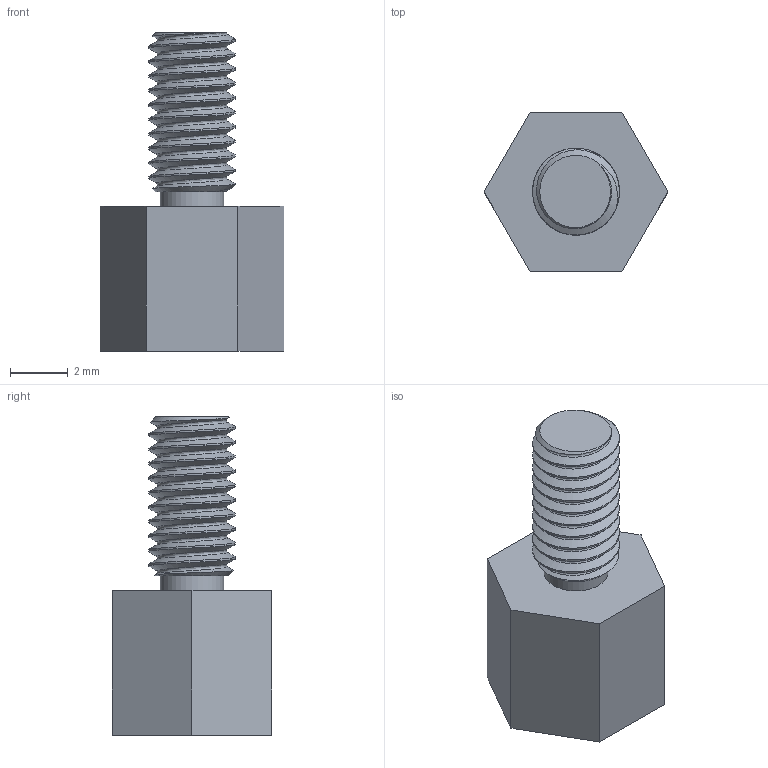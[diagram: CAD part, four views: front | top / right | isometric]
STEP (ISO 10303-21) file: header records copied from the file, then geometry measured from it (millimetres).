
FILE_DESCRIPTION(('STEP AP214'), '1');
FILE_NAME('Spacer Bolts_m3_bn_L5', '', ('UNSPECIFIED'), ('UNSPECIFIED'), 'ASCON STEP Converter 1.6', 'ASCON Math Kernel', '');
FILE_SCHEMA(('AUTOMOTIVE_DESIGN { 1 0 10303 214 3 1 1}'));
Length unit declared in the file: millimetre
Bounding box: 6.35 x 5.5 x 11 mm (x, y, z)
Volume: 143.3 mm3; surface area: 276.2 mm2
Topology: 1 solids, 1 shells, 39 faces, 107 edges, 74 vertices
Faces by surface type: cylinder 18, plane 11, bspline 6, cone 4
Full cylindrical faces by diameter (mm): 2.2 x1
Entity records: 15673 total; most frequent: CARTESIAN_POINT 14448, ORIENTED_EDGE 204, DIRECTION 130, EDGE_CURVE 102, VERTEX_POINT 69, B_SPLINE_CURVE_WITH_KNOTS 54, AXIS2_PLACEMENT_3D 46, EDGE_LOOP 43
